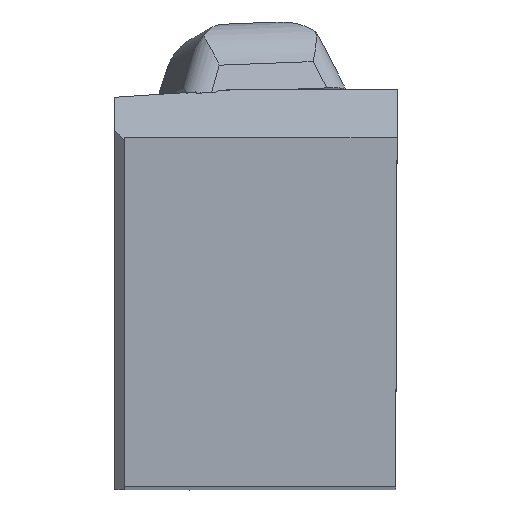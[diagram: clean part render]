
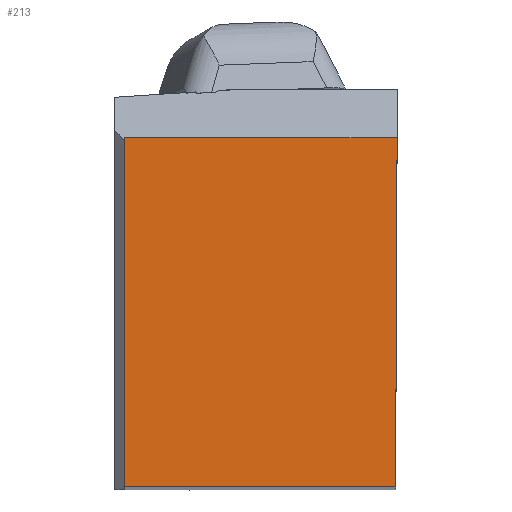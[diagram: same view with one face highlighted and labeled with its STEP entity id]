
A CAD part, top view. The second image highlights one B-rep face of the part: STEP entity #213.
In plain terms, the highlighted planar face has unit normal (0, 0, 1).
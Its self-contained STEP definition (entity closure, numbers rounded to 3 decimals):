
#147=FACE_OUTER_BOUND('',#616,.T.);
#213=ADVANCED_FACE('BLANK_BOXF006',(#147),#273,.F.);
#273=PLANE('',#1466);
#358=LINE('',#2112,#495);
#364=LINE('',#2124,#501);
#374=LINE('',#2143,#511);
#375=LINE('',#2145,#512);
#495=VECTOR('',#1673,1.);
#501=VECTOR('',#1681,1.);
#511=VECTOR('',#1697,1.);
#512=VECTOR('',#1698,1.);
#616=EDGE_LOOP('',(#788,#789,#790,#791));
#788=ORIENTED_EDGE('',*,*,#1234,.F.);
#789=ORIENTED_EDGE('',*,*,#1224,.F.);
#790=ORIENTED_EDGE('',*,*,#1218,.F.);
#791=ORIENTED_EDGE('',*,*,#1235,.F.);
#1082=VERTEX_POINT('',#2111);
#1083=VERTEX_POINT('',#2113);
#1088=VERTEX_POINT('',#2125);
#1094=VERTEX_POINT('',#2144);
#1218=EDGE_CURVE('',#1082,#1083,#358,.T.);
#1224=EDGE_CURVE('',#1083,#1088,#364,.T.);
#1234=EDGE_CURVE('',#1088,#1094,#374,.T.);
#1235=EDGE_CURVE('',#1094,#1082,#375,.T.);
#1466=AXIS2_PLACEMENT_3D('',#2146,#1699,#1700);
#1673=DIRECTION('',(-0.004,-1.,0.));
#1681=DIRECTION('',(-1.,0.,0.));
#1697=DIRECTION('',(0.,1.,0.));
#1698=DIRECTION('',(1.,0.,0.));
#1699=DIRECTION('',(0.,0.,-1.));
#1700=DIRECTION('',(-1.,0.,0.));
#2111=CARTESIAN_POINT('',(0.,31.85,0.));
#2112=CARTESIAN_POINT('',(0.661,183.348,0.));
#2113=CARTESIAN_POINT('',(-0.139,0.,0.));
#2124=CARTESIAN_POINT('',(183.35,0.,0.));
#2125=CARTESIAN_POINT('',(-24.875,0.,0.));
#2143=CARTESIAN_POINT('',(-24.875,-183.35,0.));
#2144=CARTESIAN_POINT('',(-24.875,31.85,0.));
#2145=CARTESIAN_POINT('',(-183.35,31.85,0.));
#2146=CARTESIAN_POINT('',(-34.35,-5.,0.));
